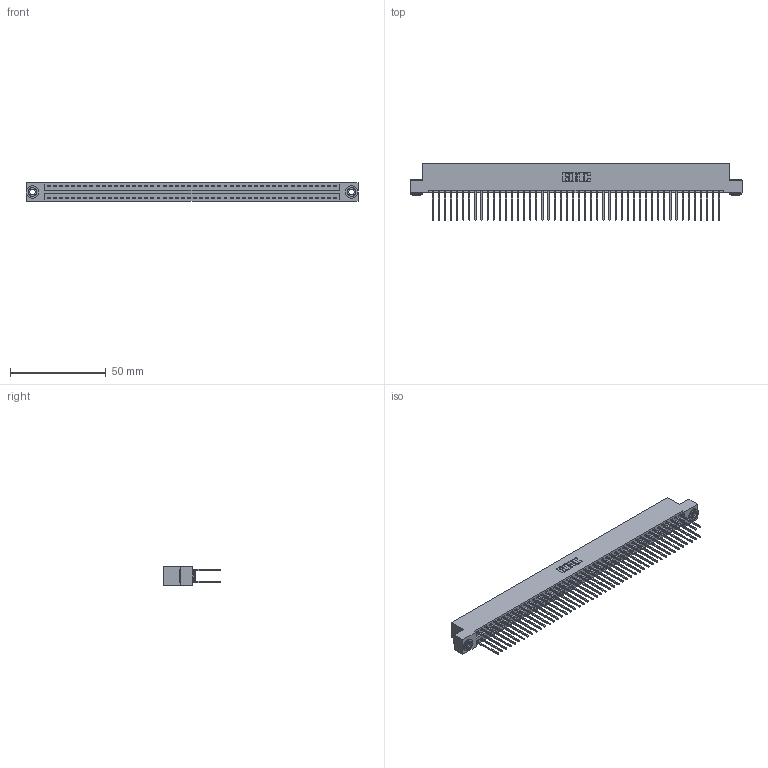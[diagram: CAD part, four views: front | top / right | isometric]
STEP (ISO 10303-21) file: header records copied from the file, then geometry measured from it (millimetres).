
FILE_DESCRIPTION (( 'STEP AP203' ), '1' );
FILE_NAME ('346-096-540-203.STEP', '2022-05-26T16:21:39', ( '' ), ( '' ), 'SwSTEP 2.0', 'SolidWorks 2020', '' );
FILE_SCHEMA (( 'CONFIG_CONTROL_DESIGN' ));
Length unit declared in the file: inch
Products named in the file (4): 345-250-002_345-250-002-102; 346 Part_Flush Mounting Lugs - 0.156 Dia-TH; 345-292-001_345-293-140; 346-096-540-203
Assembly tree (99 placements, depth 2):
  346-096-540-203
    346 Part_Flush Mounting Lugs - 0.156 Dia-TH
    345-292-001_345-293-140  x96
    345-250-002_345-250-002-102  x2
Bounding box: 172.97 x 29.46 x 9.4 mm (x, y, z)
Volume: 17279 mm3; surface area: 25815.5 mm2
Topology: 99 solids, 99 shells, 5166 faces, 15321 edges, 10082 vertices
Faces by surface type: plane 3460, cylinder 1698, cone 8
Entity records: 31602 total; most frequent: CARTESIAN_POINT 5181, ORIENTED_EDGE 5106, DIRECTION 4647, EDGE_CURVE 2553, VECTOR 2205, LINE 2205, VERTEX_POINT 1698, AXIS2_PLACEMENT_3D 1221
